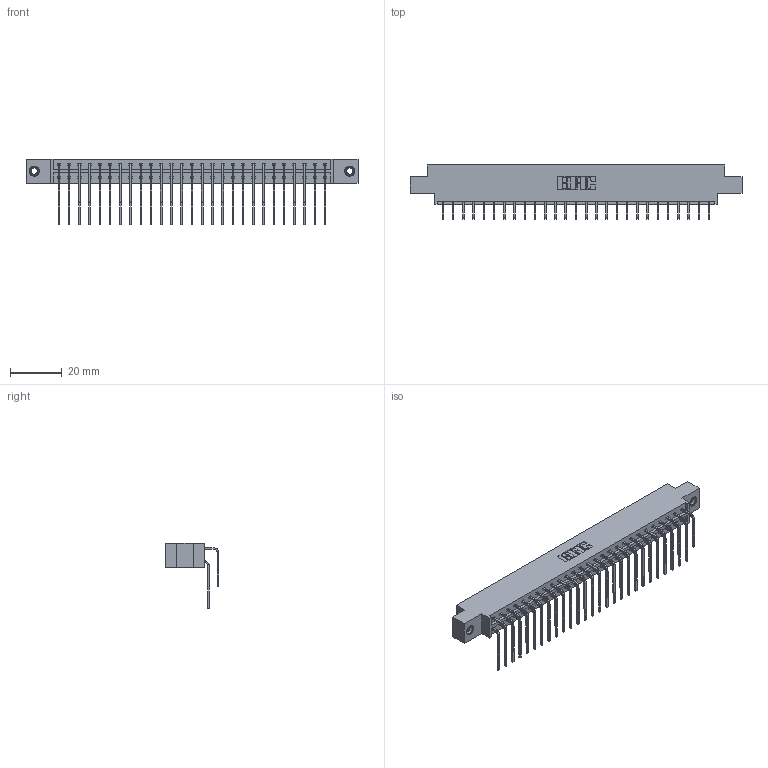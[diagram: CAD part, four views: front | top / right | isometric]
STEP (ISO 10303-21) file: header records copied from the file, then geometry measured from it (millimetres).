
FILE_DESCRIPTION (( 'STEP AP203' ), '1' );
FILE_NAME ('333-054-559-807.STEP', '2018-08-04T04:20:03', ( '' ), ( '' ), 'SwSTEP 2.0', 'SolidWorks 2016', '' );
FILE_SCHEMA (( 'CONFIG_CONTROL_DESIGN' ));
Length unit declared in the file: inch
Products named in the file (5): 333 Part_Offset - .156 Dia - TI; 345-292-001_558 559 Tail - 1; 345-292-001_559 Tail - 2; 345-250-001_345-250-005-103; 333-054-559-807
Assembly tree (57 placements, depth 2):
  333-054-559-807
    333 Part_Offset - .156 Dia - TI
    345-292-001_558 559 Tail - 1  x27
    345-292-001_559 Tail - 2  x27
    345-250-001_345-250-005-103  x2
Bounding box: 128.52 x 20.9 x 25.53 mm (x, y, z)
Volume: 13051.5 mm3; surface area: 17075.5 mm2
Topology: 57 solids, 57 shells, 3094 faces, 9153 edges, 6022 vertices
Faces by surface type: plane 2158, cylinder 920, cone 12, torus 4
Entity records: 22412 total; most frequent: CARTESIAN_POINT 3768, ORIENTED_EDGE 3646, DIRECTION 3257, EDGE_CURVE 1823, LINE 1635, VECTOR 1635, VERTEX_POINT 1208, AXIS2_PLACEMENT_3D 811
